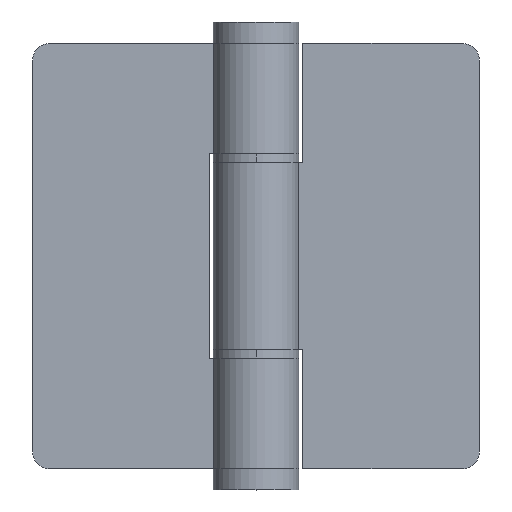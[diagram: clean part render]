
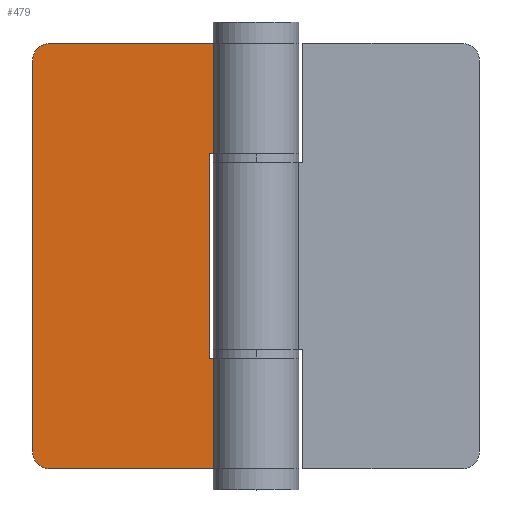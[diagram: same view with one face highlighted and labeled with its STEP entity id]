
A CAD part, top view. The second image highlights one B-rep face of the part: STEP entity #479.
In plain terms, the highlighted planar face has unit normal (0, 0, 1).
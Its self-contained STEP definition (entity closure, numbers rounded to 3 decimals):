
#296 = EDGE_LOOP ( 'NONE', ( #297, #466, #468, #469, #470, #423, #426, #428, #429, #430 ) ) ;
#297 = ORIENTED_EDGE ( 'NONE', *, *, #390, .T. ) ;
#320 = VERTEX_POINT ( 'NONE', #1133 ) ;
#322 = EDGE_CURVE ( 'NONE', #320, #378, #1132, .T. ) ;
#354 = VERTEX_POINT ( 'NONE', #1182 ) ;
#361 = VERTEX_POINT ( 'NONE', #1175 ) ;
#363 = EDGE_CURVE ( 'NONE', #361, #465, #1174, .T. ) ;
#377 = EDGE_CURVE ( 'NONE', #378, #379, #1159, .T. ) ;
#378 = VERTEX_POINT ( 'NONE', #1001 ) ;
#379 = VERTEX_POINT ( 'NONE', #1000 ) ;
#390 = EDGE_CURVE ( 'NONE', #391, #354, #1072, .T. ) ;
#391 = VERTEX_POINT ( 'NONE', #1063 ) ;
#422 = VERTEX_POINT ( 'NONE', #1124 ) ;
#423 = ORIENTED_EDGE ( 'NONE', *, *, #424, .T. ) ;
#424 = EDGE_CURVE ( 'NONE', #422, #425, #1123, .T. ) ;
#425 = VERTEX_POINT ( 'NONE', #1119 ) ;
#426 = ORIENTED_EDGE ( 'NONE', *, *, #427, .T. ) ;
#427 = EDGE_CURVE ( 'NONE', #425, #379, #1117, .T. ) ;
#428 = ORIENTED_EDGE ( 'NONE', *, *, #377, .F. ) ;
#429 = ORIENTED_EDGE ( 'NONE', *, *, #322, .F. ) ;
#430 = ORIENTED_EDGE ( 'NONE', *, *, #431, .T. ) ;
#431 = EDGE_CURVE ( 'NONE', #320, #391, #1113, .T. ) ;
#463 = EDGE_CURVE ( 'NONE', #464, #465, #1269, .T. ) ;
#464 = VERTEX_POINT ( 'NONE', #1265 ) ;
#465 = VERTEX_POINT ( 'NONE', #1264 ) ;
#466 = ORIENTED_EDGE ( 'NONE', *, *, #467, .T. ) ;
#467 = EDGE_CURVE ( 'NONE', #354, #464, #1263, .T. ) ;
#468 = ORIENTED_EDGE ( 'NONE', *, *, #463, .T. ) ;
#469 = ORIENTED_EDGE ( 'NONE', *, *, #363, .F. ) ;
#470 = ORIENTED_EDGE ( 'NONE', *, *, #471, .T. ) ;
#471 = EDGE_CURVE ( 'NONE', #361, #422, #1258, .T. ) ;
#479 = ADVANCED_FACE ( 'NONE', ( #1376 ), #1375, .F. ) ;
#1000 = CARTESIAN_POINT ( 'NONE',  ( -8., 24., -6. ) ) ;
#1001 = CARTESIAN_POINT ( 'NONE',  ( -8., 50., -6. ) ) ;
#1002 = DIRECTION ( 'NONE',  ( 0., -1., 0. ) ) ;
#1003 = VECTOR ( 'NONE', #1002, 1000. ) ;
#1004 = CARTESIAN_POINT ( 'NONE',  ( -8., 50., -6. ) ) ;
#1063 = CARTESIAN_POINT ( 'NONE',  ( -52.5, 46., -6. ) ) ;
#1064 = DIRECTION ( 'NONE',  ( 0., -1., 0. ) ) ;
#1065 = VECTOR ( 'NONE', #1064, 1000. ) ;
#1066 = CARTESIAN_POINT ( 'NONE',  ( -52.5, 50., -6. ) ) ;
#1072 = LINE ( 'NONE', #1066, #1065 ) ;
#1110 = DIRECTION ( 'NONE',  ( -1., 0., 0. ) ) ;
#1111 = DIRECTION ( 'NONE',  ( 0., 0., 1. ) ) ;
#1112 = AXIS2_PLACEMENT_3D ( 'NONE', #1118, #1111, #1110 ) ;
#1113 = CIRCLE ( 'NONE', #1112, 4. ) ;
#1114 = DIRECTION ( 'NONE',  ( 1., 0., 0. ) ) ;
#1115 = VECTOR ( 'NONE', #1114, 1000. ) ;
#1116 = CARTESIAN_POINT ( 'NONE',  ( -8., 24., -6. ) ) ;
#1117 = LINE ( 'NONE', #1116, #1115 ) ;
#1118 = CARTESIAN_POINT ( 'NONE',  ( -48.5, 46., -6. ) ) ;
#1119 = CARTESIAN_POINT ( 'NONE',  ( -11., 24., -6. ) ) ;
#1120 = DIRECTION ( 'NONE',  ( 0., 1., 0. ) ) ;
#1121 = VECTOR ( 'NONE', #1120, 1000. ) ;
#1122 = CARTESIAN_POINT ( 'NONE',  ( -11., 50., -6. ) ) ;
#1123 = LINE ( 'NONE', #1122, #1121 ) ;
#1124 = CARTESIAN_POINT ( 'NONE',  ( -11., -24., -6. ) ) ;
#1129 = DIRECTION ( 'NONE',  ( 1., 0., 0. ) ) ;
#1130 = VECTOR ( 'NONE', #1129, 1000. ) ;
#1131 = CARTESIAN_POINT ( 'NONE',  ( -8., 50., -6. ) ) ;
#1132 = LINE ( 'NONE', #1131, #1130 ) ;
#1133 = CARTESIAN_POINT ( 'NONE',  ( -48.5, 50., -6. ) ) ;
#1159 = LINE ( 'NONE', #1004, #1003 ) ;
#1171 = DIRECTION ( 'NONE',  ( 0., -1., 0. ) ) ;
#1172 = VECTOR ( 'NONE', #1171, 1000. ) ;
#1173 = CARTESIAN_POINT ( 'NONE',  ( -8., 50., -6. ) ) ;
#1174 = LINE ( 'NONE', #1173, #1172 ) ;
#1175 = CARTESIAN_POINT ( 'NONE',  ( -8., -24., -6. ) ) ;
#1182 = CARTESIAN_POINT ( 'NONE',  ( -52.5, -46., -6. ) ) ;
#1255 = DIRECTION ( 'NONE',  ( -1., 0., 0. ) ) ;
#1256 = VECTOR ( 'NONE', #1255, 1000. ) ;
#1257 = CARTESIAN_POINT ( 'NONE',  ( -8., -24., -6. ) ) ;
#1258 = LINE ( 'NONE', #1257, #1256 ) ;
#1259 = DIRECTION ( 'NONE',  ( -1., 0., 0. ) ) ;
#1260 = DIRECTION ( 'NONE',  ( 0., 0., 1. ) ) ;
#1261 = CARTESIAN_POINT ( 'NONE',  ( -48.5, -46., -6. ) ) ;
#1262 = AXIS2_PLACEMENT_3D ( 'NONE', #1261, #1260, #1259 ) ;
#1263 = CIRCLE ( 'NONE', #1262, 4. ) ;
#1264 = CARTESIAN_POINT ( 'NONE',  ( -8., -50., -6. ) ) ;
#1265 = CARTESIAN_POINT ( 'NONE',  ( -48.5, -50., -6. ) ) ;
#1266 = DIRECTION ( 'NONE',  ( 1., 0., 0. ) ) ;
#1267 = VECTOR ( 'NONE', #1266, 1000. ) ;
#1268 = CARTESIAN_POINT ( 'NONE',  ( -8., -50., -6. ) ) ;
#1269 = LINE ( 'NONE', #1268, #1267 ) ;
#1371 = DIRECTION ( 'NONE',  ( -1., 0., 0. ) ) ;
#1372 = DIRECTION ( 'NONE',  ( 0., 0., -1. ) ) ;
#1373 = CARTESIAN_POINT ( 'NONE',  ( -8., 50., -6. ) ) ;
#1374 = AXIS2_PLACEMENT_3D ( 'NONE', #1373, #1372, #1371 ) ;
#1375 = PLANE ( 'NONE',  #1374 ) ;
#1376 = FACE_OUTER_BOUND ( 'NONE', #296, .T. ) ;
